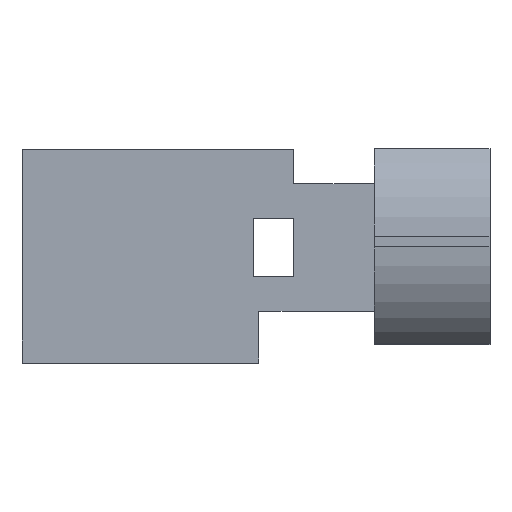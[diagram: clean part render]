
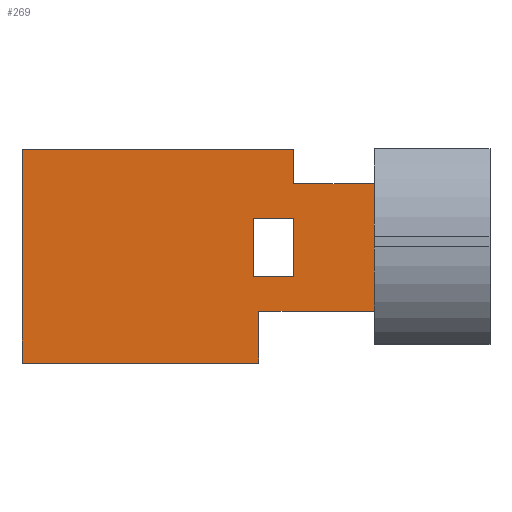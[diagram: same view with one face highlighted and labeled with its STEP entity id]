
A CAD part, top view. The second image highlights one B-rep face of the part: STEP entity #269.
In plain terms, the highlighted planar face has unit normal (0, 0, 1).
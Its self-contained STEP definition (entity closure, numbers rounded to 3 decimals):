
#63 = LINE ( 'NONE', #2396, #2422 ) ;
#78 = DIRECTION ( 'NONE',  ( 0., 0., -1. ) ) ;
#90 = VERTEX_POINT ( 'NONE', #617 ) ;
#93 = DIRECTION ( 'NONE',  ( 1., 0., 0. ) ) ;
#199 = DIRECTION ( 'NONE',  ( 0., -1., 0. ) ) ;
#249 = EDGE_CURVE ( 'NONE', #2033, #2940, #63, .T. ) ;
#255 = DIRECTION ( 'NONE',  ( 1., 0., 0. ) ) ;
#262 = DIRECTION ( 'NONE',  ( 1., 0., 0. ) ) ;
#269 = ADVANCED_FACE ( 'NONE', ( #1047, #1939 ), #2859, .F. ) ;
#278 = DIRECTION ( 'NONE',  ( -1., 0., 0. ) ) ;
#279 = ORIENTED_EDGE ( 'NONE', *, *, #2410, .F. ) ;
#291 = LINE ( 'NONE', #2067, #2743 ) ;
#392 = VECTOR ( 'NONE', #2117, 1000. ) ;
#394 = CARTESIAN_POINT ( 'NONE',  ( 45.682, 9., -43.233 ) ) ;
#411 = ORIENTED_EDGE ( 'NONE', *, *, #2833, .F. ) ;
#445 = ORIENTED_EDGE ( 'NONE', *, *, #1405, .T. ) ;
#475 = CARTESIAN_POINT ( 'NONE',  ( 31.682, 25., -43.233 ) ) ;
#506 = CARTESIAN_POINT ( 'NONE',  ( -15.318, 0., -43.233 ) ) ;
#528 = VECTOR ( 'NONE', #2226, 1000. ) ;
#529 = VERTEX_POINT ( 'NONE', #2585 ) ;
#558 = EDGE_CURVE ( 'NONE', #667, #1931, #291, .T. ) ;
#617 = CARTESIAN_POINT ( 'NONE',  ( -15.318, 0., -43.233 ) ) ;
#621 = CARTESIAN_POINT ( 'NONE',  ( 24.682, 25., -43.233 ) ) ;
#667 = VERTEX_POINT ( 'NONE', #2978 ) ;
#735 = ORIENTED_EDGE ( 'NONE', *, *, #1210, .T. ) ;
#756 = LINE ( 'NONE', #1454, #1900 ) ;
#882 = ORIENTED_EDGE ( 'NONE', *, *, #2791, .F. ) ;
#923 = EDGE_CURVE ( 'NONE', #1931, #1717, #1083, .T. ) ;
#1047 = FACE_BOUND ( 'NONE', #1358, .T. ) ;
#1083 = LINE ( 'NONE', #621, #528 ) ;
#1129 = LINE ( 'NONE', #1759, #2444 ) ;
#1158 = CARTESIAN_POINT ( 'NONE',  ( 45.682, 37., -43.233 ) ) ;
#1187 = DIRECTION ( 'NONE',  ( 0., -1., 0. ) ) ;
#1194 = VECTOR ( 'NONE', #1187, 1000. ) ;
#1210 = EDGE_CURVE ( 'NONE', #90, #529, #2759, .T. ) ;
#1220 = VERTEX_POINT ( 'NONE', #2534 ) ;
#1237 = CARTESIAN_POINT ( 'NONE',  ( -15.318, 37., -43.233 ) ) ;
#1276 = DIRECTION ( 'NONE',  ( -1., 0., 0. ) ) ;
#1333 = CARTESIAN_POINT ( 'NONE',  ( -15.318, 37., -43.233 ) ) ;
#1358 = EDGE_LOOP ( 'NONE', ( #411, #2701, #2688, #882 ) ) ;
#1368 = LINE ( 'NONE', #1158, #1194 ) ;
#1405 = EDGE_CURVE ( 'NONE', #1220, #90, #2482, .T. ) ;
#1418 = EDGE_CURVE ( 'NONE', #1567, #529, #1129, .T. ) ;
#1426 = DIRECTION ( 'NONE',  ( -1., 0., 0. ) ) ;
#1454 = CARTESIAN_POINT ( 'NONE',  ( 45.682, 9., -43.233 ) ) ;
#1476 = CARTESIAN_POINT ( 'NONE',  ( 31.682, 15., -43.233 ) ) ;
#1530 = LINE ( 'NONE', #1547, #2810 ) ;
#1547 = CARTESIAN_POINT ( 'NONE',  ( 31.682, 31., -43.233 ) ) ;
#1567 = VERTEX_POINT ( 'NONE', #2722 ) ;
#1589 = CARTESIAN_POINT ( 'NONE',  ( 31.682, 37., -43.233 ) ) ;
#1597 = ORIENTED_EDGE ( 'NONE', *, *, #1771, .F. ) ;
#1611 = VECTOR ( 'NONE', #255, 1000. ) ;
#1690 = VERTEX_POINT ( 'NONE', #1476 ) ;
#1712 = ORIENTED_EDGE ( 'NONE', *, *, #1418, .F. ) ;
#1717 = VERTEX_POINT ( 'NONE', #2128 ) ;
#1749 = CARTESIAN_POINT ( 'NONE',  ( 45.682, 31., -43.233 ) ) ;
#1759 = CARTESIAN_POINT ( 'NONE',  ( 25.682, 9., -43.233 ) ) ;
#1771 = EDGE_CURVE ( 'NONE', #2259, #1567, #756, .T. ) ;
#1842 = CARTESIAN_POINT ( 'NONE',  ( 31.682, 31., -43.233 ) ) ;
#1852 = EDGE_LOOP ( 'NONE', ( #2173, #2371, #279, #445, #735, #1712, #1597, #2206 ) ) ;
#1900 = VECTOR ( 'NONE', #1426, 1000. ) ;
#1931 = VERTEX_POINT ( 'NONE', #2867 ) ;
#1939 = FACE_OUTER_BOUND ( 'NONE', #1852, .T. ) ;
#1987 = VECTOR ( 'NONE', #2112, 1000. ) ;
#2026 = DIRECTION ( 'NONE',  ( 0., -1., 0. ) ) ;
#2033 = VERTEX_POINT ( 'NONE', #1842 ) ;
#2044 = LINE ( 'NONE', #2965, #2713 ) ;
#2067 = CARTESIAN_POINT ( 'NONE',  ( 24.682, 25., -43.233 ) ) ;
#2087 = VERTEX_POINT ( 'NONE', #1589 ) ;
#2112 = DIRECTION ( 'NONE',  ( 0., 1., 0. ) ) ;
#2117 = DIRECTION ( 'NONE',  ( 1., 0., 0. ) ) ;
#2128 = CARTESIAN_POINT ( 'NONE',  ( 24.682, 15., -43.233 ) ) ;
#2173 = ORIENTED_EDGE ( 'NONE', *, *, #249, .F. ) ;
#2206 = ORIENTED_EDGE ( 'NONE', *, *, #2834, .F. ) ;
#2226 = DIRECTION ( 'NONE',  ( 0., -1., 0. ) ) ;
#2259 = VERTEX_POINT ( 'NONE', #394 ) ;
#2371 = ORIENTED_EDGE ( 'NONE', *, *, #2645, .T. ) ;
#2396 = CARTESIAN_POINT ( 'NONE',  ( 45.682, 31., -43.233 ) ) ;
#2410 = EDGE_CURVE ( 'NONE', #1220, #2087, #2507, .T. ) ;
#2422 = VECTOR ( 'NONE', #93, 1000. ) ;
#2436 = CARTESIAN_POINT ( 'NONE',  ( -15.318, 37., -43.233 ) ) ;
#2444 = VECTOR ( 'NONE', #2026, 1000. ) ;
#2482 = LINE ( 'NONE', #2436, #2550 ) ;
#2507 = LINE ( 'NONE', #1333, #1611 ) ;
#2534 = CARTESIAN_POINT ( 'NONE',  ( -15.318, 37., -43.233 ) ) ;
#2550 = VECTOR ( 'NONE', #199, 1000. ) ;
#2585 = CARTESIAN_POINT ( 'NONE',  ( 25.682, 0., -43.233 ) ) ;
#2645 = EDGE_CURVE ( 'NONE', #2033, #2087, #1530, .T. ) ;
#2688 = ORIENTED_EDGE ( 'NONE', *, *, #558, .F. ) ;
#2701 = ORIENTED_EDGE ( 'NONE', *, *, #923, .F. ) ;
#2705 = DIRECTION ( 'NONE',  ( 0., 1., 0. ) ) ;
#2713 = VECTOR ( 'NONE', #262, 1000. ) ;
#2722 = CARTESIAN_POINT ( 'NONE',  ( 25.682, 9., -43.233 ) ) ;
#2738 = LINE ( 'NONE', #475, #1987 ) ;
#2743 = VECTOR ( 'NONE', #278, 1000. ) ;
#2759 = LINE ( 'NONE', #506, #392 ) ;
#2791 = EDGE_CURVE ( 'NONE', #1690, #667, #2738, .T. ) ;
#2810 = VECTOR ( 'NONE', #2705, 1000. ) ;
#2816 = AXIS2_PLACEMENT_3D ( 'NONE', #1237, #78, #1276 ) ;
#2833 = EDGE_CURVE ( 'NONE', #1717, #1690, #2044, .T. ) ;
#2834 = EDGE_CURVE ( 'NONE', #2940, #2259, #1368, .T. ) ;
#2859 = PLANE ( 'NONE',  #2816 ) ;
#2867 = CARTESIAN_POINT ( 'NONE',  ( 24.682, 25., -43.233 ) ) ;
#2940 = VERTEX_POINT ( 'NONE', #1749 ) ;
#2965 = CARTESIAN_POINT ( 'NONE',  ( 24.682, 15., -43.233 ) ) ;
#2978 = CARTESIAN_POINT ( 'NONE',  ( 31.682, 25., -43.233 ) ) ;
